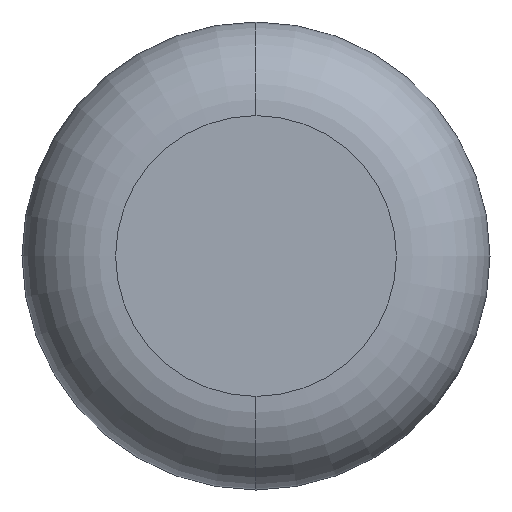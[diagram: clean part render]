
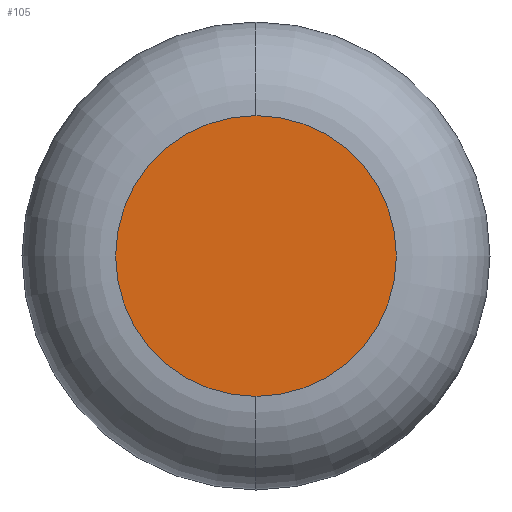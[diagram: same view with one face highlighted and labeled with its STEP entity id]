
A CAD part, left-side view. The second image highlights one B-rep face of the part: STEP entity #105.
In plain terms, the highlighted planar face has unit normal (-1, 0, 0).
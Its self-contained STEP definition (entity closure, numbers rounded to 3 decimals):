
#45 = FACE_OUTER_BOUND ( 'NONE', #225, .T. ) ;
#48 = CARTESIAN_POINT ( 'NONE',  ( 0., 0., 0. ) ) ;
#101 = DIRECTION ( 'NONE',  ( 0., 0., 1. ) ) ;
#105 = ADVANCED_FACE ( 'NONE', ( #45 ), #372, .T. ) ;
#112 = ORIENTED_EDGE ( 'NONE', *, *, #383, .T. ) ;
#138 = DIRECTION ( 'NONE',  ( 0., 0., 1. ) ) ;
#171 = CIRCLE ( 'NONE', #201, 0.45 ) ;
#194 = VERTEX_POINT ( 'NONE', #498 ) ;
#201 = AXIS2_PLACEMENT_3D ( 'NONE', #459, #611, #138 ) ;
#220 = DIRECTION ( 'NONE',  ( 0., 0., 1. ) ) ;
#225 = EDGE_LOOP ( 'NONE', ( #112, #505 ) ) ;
#232 = VERTEX_POINT ( 'NONE', #338 ) ;
#310 = EDGE_CURVE ( 'NONE', #232, #194, #171, .T. ) ;
#338 = CARTESIAN_POINT ( 'NONE',  ( 0., 0., -0.45 ) ) ;
#357 = DIRECTION ( 'NONE',  ( -1., 0., 0. ) ) ;
#372 = PLANE ( 'NONE',  #539 ) ;
#383 = EDGE_CURVE ( 'NONE', #194, #232, #496, .T. ) ;
#427 = DIRECTION ( 'NONE',  ( -1., 0., 0. ) ) ;
#459 = CARTESIAN_POINT ( 'NONE',  ( 0., 0., 0. ) ) ;
#482 = CARTESIAN_POINT ( 'NONE',  ( 0., 0., 0. ) ) ;
#496 = CIRCLE ( 'NONE', #656, 0.45 ) ;
#498 = CARTESIAN_POINT ( 'NONE',  ( 0., 0., 0.45 ) ) ;
#505 = ORIENTED_EDGE ( 'NONE', *, *, #310, .T. ) ;
#539 = AXIS2_PLACEMENT_3D ( 'NONE', #482, #427, #220 ) ;
#611 = DIRECTION ( 'NONE',  ( -1., 0., 0. ) ) ;
#656 = AXIS2_PLACEMENT_3D ( 'NONE', #48, #357, #101 ) ;
